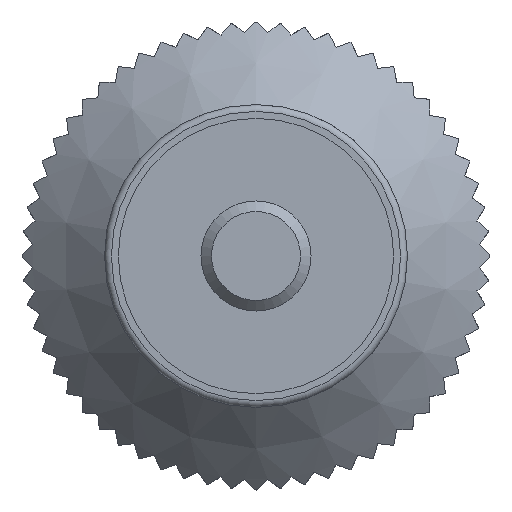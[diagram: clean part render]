
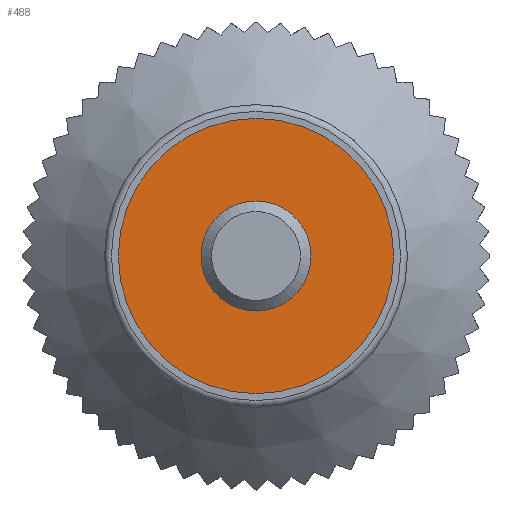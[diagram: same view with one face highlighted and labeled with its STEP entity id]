
A CAD part, front view. The second image highlights one B-rep face of the part: STEP entity #488.
In plain terms, the highlighted planar face has unit normal (0, -1, 0).
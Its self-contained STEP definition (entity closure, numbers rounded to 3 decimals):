
#488 = ADVANCED_FACE( '', ( #1049, #1050 ), #1051, .F. );
#1049 = FACE_BOUND( '', #1678, .T. );
#1050 = FACE_OUTER_BOUND( '', #1679, .T. );
#1051 = PLANE( '', #1680 );
#1678 = EDGE_LOOP( '', ( #3295 ) );
#1679 = EDGE_LOOP( '', ( #3296 ) );
#1680 = AXIS2_PLACEMENT_3D( '', #3297, #3298, #3299 );
#3295 = ORIENTED_EDGE( '', *, *, #4580, .F. );
#3296 = ORIENTED_EDGE( '', *, *, #4242, .T. );
#3297 = CARTESIAN_POINT( '', ( 10., 0., 0. ) );
#3298 = DIRECTION( '', ( 0., 1., 0. ) );
#3299 = DIRECTION( '', ( 0., 0., 1. ) );
#4242 = EDGE_CURVE( '', #5298, #5298, #5299, .T. );
#4580 = EDGE_CURVE( '', #5759, #5759, #5760, .F. );
#5298 = VERTEX_POINT( '', #7782 );
#5299 = CIRCLE( '', #7783, 10. );
#5759 = VERTEX_POINT( '', #8692 );
#5760 = CIRCLE( '', #8693, 4. );
#7782 = CARTESIAN_POINT( '', ( 0., 0., -10. ) );
#7783 = AXIS2_PLACEMENT_3D( '', #9164, #9165, #9166 );
#8692 = CARTESIAN_POINT( '', ( 0., 0., 4. ) );
#8693 = AXIS2_PLACEMENT_3D( '', #9427, #9428, #9429 );
#9164 = CARTESIAN_POINT( '', ( 0., 0., 0. ) );
#9165 = DIRECTION( '', ( 0., -1., 0. ) );
#9166 = DIRECTION( '', ( 0., 0., -1. ) );
#9427 = CARTESIAN_POINT( '', ( 0., 0., 0. ) );
#9428 = DIRECTION( '', ( 0., 1., 0. ) );
#9429 = DIRECTION( '', ( 0., 0., 1. ) );
